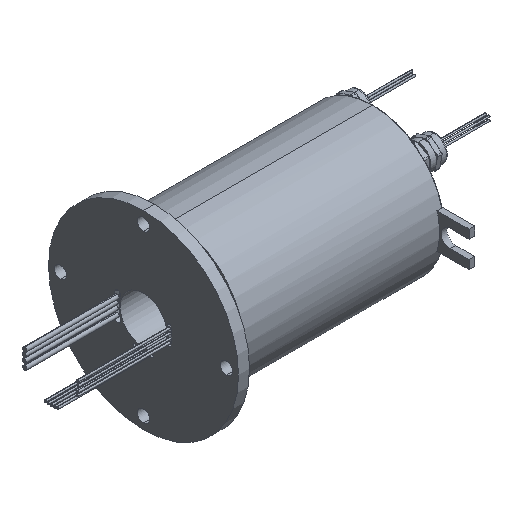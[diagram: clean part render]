
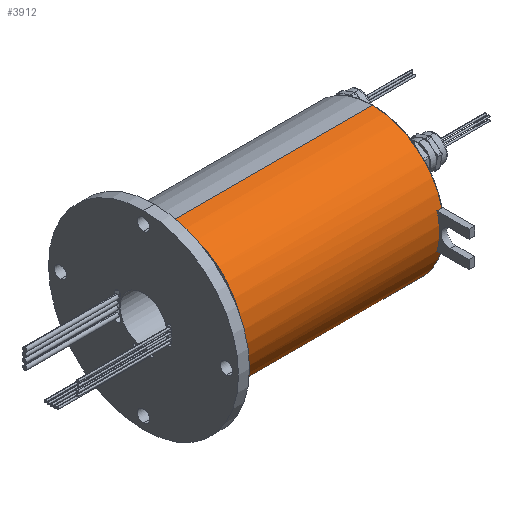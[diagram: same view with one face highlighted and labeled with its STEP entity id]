
A CAD part, isometric view. The second image highlights one B-rep face of the part: STEP entity #3912.
In plain terms, the highlighted cylindrical face has radius 39 mm (diameter 78 mm), a partial arc.
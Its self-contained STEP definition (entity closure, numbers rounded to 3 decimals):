
#112 = VERTEX_POINT ( 'NONE', #15399 ) ;
#180 = ORIENTED_EDGE ( 'NONE', *, *, #10697, .F. ) ;
#187 = AXIS2_PLACEMENT_3D ( 'NONE', #10844, #15082, #12686 ) ;
#288 = CYLINDRICAL_SURFACE ( 'NONE', #17460, 39. ) ;
#501 = CARTESIAN_POINT ( 'NONE',  ( 81.813, 10.699, 14.992 ) ) ;
#1014 = EDGE_CURVE ( 'NONE', #22394, #112, #9195, .T. ) ;
#1399 = CARTESIAN_POINT ( 'NONE',  ( 81.813, 10.699, 14.992 ) ) ;
#2262 = AXIS2_PLACEMENT_3D ( 'NONE', #1399, #12388, #14619 ) ;
#2536 = ORIENTED_EDGE ( 'NONE', *, *, #21202, .T. ) ;
#2832 = EDGE_CURVE ( 'NONE', #21705, #22394, #18149, .T. ) ;
#3381 = LINE ( 'NONE', #11432, #19072 ) ;
#3712 = CARTESIAN_POINT ( 'NONE',  ( 81.813, 10.699, -24.008 ) ) ;
#3912 = ADVANCED_FACE ( 'NONE', ( #8970 ), #288, .T. ) ;
#4545 = AXIS2_PLACEMENT_3D ( 'NONE', #501, #20339, #20986 ) ;
#4967 = VECTOR ( 'NONE', #14044, 1000. ) ;
#5209 = LINE ( 'NONE', #18075, #4967 ) ;
#5777 = CARTESIAN_POINT ( 'NONE',  ( -26.687, 10.699, -24.008 ) ) ;
#6658 = ORIENTED_EDGE ( 'NONE', *, *, #11503, .F. ) ;
#6754 = ORIENTED_EDGE ( 'NONE', *, *, #9066, .F. ) ;
#6854 = CARTESIAN_POINT ( 'NONE',  ( -42.187, 10.699, 14.992 ) ) ;
#8621 = CARTESIAN_POINT ( 'NONE',  ( -26.687, 10.699, 14.992 ) ) ;
#8670 = DIRECTION ( 'NONE',  ( 0., 0., 1. ) ) ;
#8698 = DIRECTION ( 'NONE',  ( 1., 0., 0. ) ) ;
#8970 = FACE_OUTER_BOUND ( 'NONE', #12004, .T. ) ;
#9066 = EDGE_CURVE ( 'NONE', #21705, #18963, #3381, .T. ) ;
#9195 = LINE ( 'NONE', #18997, #9588 ) ;
#9588 = VECTOR ( 'NONE', #21876, 1000. ) ;
#9849 = CIRCLE ( 'NONE', #10863, 39. ) ;
#10697 = EDGE_CURVE ( 'NONE', #11259, #20751, #19886, .T. ) ;
#10844 = CARTESIAN_POINT ( 'NONE',  ( 79.313, 10.699, 14.992 ) ) ;
#10863 = AXIS2_PLACEMENT_3D ( 'NONE', #8621, #19860, #21695 ) ;
#11259 = VERTEX_POINT ( 'NONE', #21089 ) ;
#11432 = CARTESIAN_POINT ( 'NONE',  ( -42.187, -27.126, 24.492 ) ) ;
#11503 = EDGE_CURVE ( 'NONE', #18963, #11259, #21299, .T. ) ;
#11781 = DIRECTION ( 'NONE',  ( -1., 0., 0. ) ) ;
#12004 = EDGE_LOOP ( 'NONE', ( #13818, #2536, #180, #6658, #6754, #15361, #19720, #23415 ) ) ;
#12185 = EDGE_CURVE ( 'NONE', #14685, #112, #9849, .T. ) ;
#12388 = DIRECTION ( 'NONE',  ( -1., 0., 0. ) ) ;
#12686 = DIRECTION ( 'NONE',  ( 0., 0., 1. ) ) ;
#12741 = CARTESIAN_POINT ( 'NONE',  ( -42.187, -27.126, 5.492 ) ) ;
#12772 = EDGE_CURVE ( 'NONE', #17015, #14685, #5209, .T. ) ;
#13818 = ORIENTED_EDGE ( 'NONE', *, *, #12772, .F. ) ;
#14044 = DIRECTION ( 'NONE',  ( -1., 0., 0. ) ) ;
#14058 = DIRECTION ( 'NONE',  ( -1., 0., 0. ) ) ;
#14619 = DIRECTION ( 'NONE',  ( 0., 0., 1. ) ) ;
#14685 = VERTEX_POINT ( 'NONE', #5777 ) ;
#14880 = CARTESIAN_POINT ( 'NONE',  ( 81.813, -27.126, 24.492 ) ) ;
#15082 = DIRECTION ( 'NONE',  ( 1., 0., 0. ) ) ;
#15361 = ORIENTED_EDGE ( 'NONE', *, *, #2832, .T. ) ;
#15399 = CARTESIAN_POINT ( 'NONE',  ( -26.687, 10.699, 53.992 ) ) ;
#17015 = VERTEX_POINT ( 'NONE', #3712 ) ;
#17460 = AXIS2_PLACEMENT_3D ( 'NONE', #6854, #11781, #8670 ) ;
#18075 = CARTESIAN_POINT ( 'NONE',  ( -42.187, 10.699, -24.008 ) ) ;
#18149 = CIRCLE ( 'NONE', #4545, 39. ) ;
#18702 = CIRCLE ( 'NONE', #2262, 39. ) ;
#18963 = VERTEX_POINT ( 'NONE', #21237 ) ;
#18997 = CARTESIAN_POINT ( 'NONE',  ( -42.187, 10.699, 53.992 ) ) ;
#19072 = VECTOR ( 'NONE', #14058, 1000. ) ;
#19720 = ORIENTED_EDGE ( 'NONE', *, *, #1014, .T. ) ;
#19860 = DIRECTION ( 'NONE',  ( -1., 0., 0. ) ) ;
#19886 = LINE ( 'NONE', #12741, #19992 ) ;
#19992 = VECTOR ( 'NONE', #8698, 1000. ) ;
#20339 = DIRECTION ( 'NONE',  ( -1., 0., 0. ) ) ;
#20751 = VERTEX_POINT ( 'NONE', #22753 ) ;
#20986 = DIRECTION ( 'NONE',  ( 0., 0., 1. ) ) ;
#21089 = CARTESIAN_POINT ( 'NONE',  ( 79.313, -27.126, 5.492 ) ) ;
#21202 = EDGE_CURVE ( 'NONE', #17015, #20751, #18702, .T. ) ;
#21237 = CARTESIAN_POINT ( 'NONE',  ( 79.313, -27.126, 24.492 ) ) ;
#21299 = CIRCLE ( 'NONE', #187, 39. ) ;
#21695 = DIRECTION ( 'NONE',  ( 0., 0., 1. ) ) ;
#21705 = VERTEX_POINT ( 'NONE', #14880 ) ;
#21876 = DIRECTION ( 'NONE',  ( -1., 0., 0. ) ) ;
#22394 = VERTEX_POINT ( 'NONE', #23087 ) ;
#22753 = CARTESIAN_POINT ( 'NONE',  ( 81.813, -27.126, 5.492 ) ) ;
#23087 = CARTESIAN_POINT ( 'NONE',  ( 81.813, 10.699, 53.992 ) ) ;
#23415 = ORIENTED_EDGE ( 'NONE', *, *, #12185, .F. ) ;
